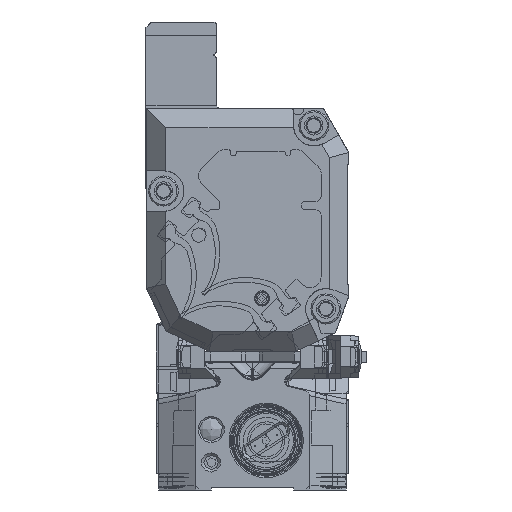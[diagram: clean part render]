
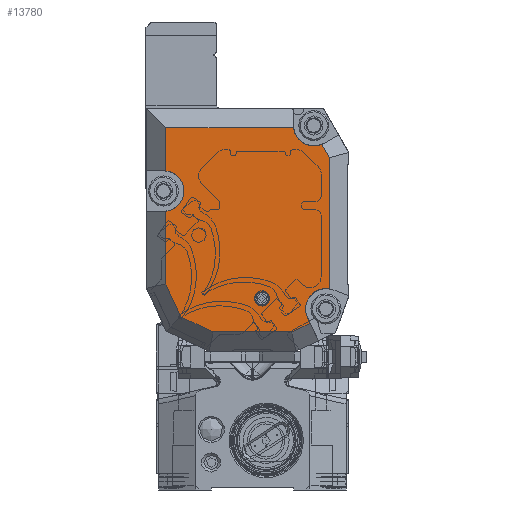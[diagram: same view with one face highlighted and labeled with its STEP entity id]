
A CAD part, front view. The second image highlights one B-rep face of the part: STEP entity #13780.
In plain terms, the highlighted planar face has unit normal (0, -1, 0).
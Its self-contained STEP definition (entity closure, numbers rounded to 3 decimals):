
#8888=FACE_BOUND('',#26222,.T.);
#8889=FACE_BOUND('',#26223,.T.);
#13780=ADVANCED_FACE('',(#8888,#8889),#16379,.F.);
#16379=PLANE('',#102588);
#26222=EDGE_LOOP('',(#53349,#53350,#53351,#53352,#53353,#53354,#53355,#53356,
#53357,#53358,#53359,#53360,#53361));
#26223=EDGE_LOOP('',(#53362));
#53349=ORIENTED_EDGE('',*,*,#76154,.T.);
#53350=ORIENTED_EDGE('',*,*,#76155,.T.);
#53351=ORIENTED_EDGE('',*,*,#76156,.T.);
#53352=ORIENTED_EDGE('',*,*,#76157,.T.);
#53353=ORIENTED_EDGE('',*,*,#76158,.T.);
#53354=ORIENTED_EDGE('',*,*,#76159,.T.);
#53355=ORIENTED_EDGE('',*,*,#76160,.T.);
#53356=ORIENTED_EDGE('',*,*,#76161,.T.);
#53357=ORIENTED_EDGE('',*,*,#76162,.T.);
#53358=ORIENTED_EDGE('',*,*,#76163,.T.);
#53359=ORIENTED_EDGE('',*,*,#76164,.T.);
#53360=ORIENTED_EDGE('',*,*,#76165,.T.);
#53361=ORIENTED_EDGE('',*,*,#76166,.T.);
#53362=ORIENTED_EDGE('',*,*,#76167,.T.);
#62544=VERTEX_POINT('',#176739);
#62545=VERTEX_POINT('',#176740);
#62546=VERTEX_POINT('',#176742);
#62547=VERTEX_POINT('',#176744);
#62548=VERTEX_POINT('',#176746);
#62549=VERTEX_POINT('',#176748);
#62550=VERTEX_POINT('',#176750);
#62551=VERTEX_POINT('',#176752);
#62552=VERTEX_POINT('',#176754);
#62553=VERTEX_POINT('',#176756);
#62554=VERTEX_POINT('',#176758);
#62555=VERTEX_POINT('',#176760);
#62556=VERTEX_POINT('',#176762);
#62557=VERTEX_POINT('',#176765);
#76154=EDGE_CURVE('',#62544,#62545,#94349,.T.);
#76155=EDGE_CURVE('',#62545,#62546,#83934,.T.);
#76156=EDGE_CURVE('',#62546,#62547,#83935,.T.);
#76157=EDGE_CURVE('',#62547,#62548,#94350,.T.);
#76158=EDGE_CURVE('',#62548,#62549,#83936,.T.);
#76159=EDGE_CURVE('',#62549,#62550,#83937,.T.);
#76160=EDGE_CURVE('',#62550,#62551,#94351,.T.);
#76161=EDGE_CURVE('',#62551,#62552,#83938,.T.);
#76162=EDGE_CURVE('',#62552,#62553,#83939,.T.);
#76163=EDGE_CURVE('',#62553,#62554,#83940,.T.);
#76164=EDGE_CURVE('',#62554,#62555,#83941,.T.);
#76165=EDGE_CURVE('',#62555,#62556,#83942,.T.);
#76166=EDGE_CURVE('',#62556,#62544,#83943,.T.);
#76167=EDGE_CURVE('',#62557,#62557,#94352,.T.);
#83934=LINE('',#176741,#91789);
#83935=LINE('',#176743,#91790);
#83936=LINE('',#176747,#91791);
#83937=LINE('',#176749,#91792);
#83938=LINE('',#176753,#91793);
#83939=LINE('',#176755,#91794);
#83940=LINE('',#176757,#91795);
#83941=LINE('',#176759,#91796);
#83942=LINE('',#176761,#91797);
#83943=LINE('',#176763,#91798);
#91789=VECTOR('',#126857,1.);
#91790=VECTOR('',#126858,1.);
#91791=VECTOR('',#126861,1.);
#91792=VECTOR('',#126862,1.);
#91793=VECTOR('',#126865,1.);
#91794=VECTOR('',#126866,1.);
#91795=VECTOR('',#126867,1.);
#91796=VECTOR('',#126868,1.);
#91797=VECTOR('',#126869,1.);
#91798=VECTOR('',#126870,1.);
#94349=CIRCLE('',#102584,3.7);
#94350=CIRCLE('',#102585,3.7);
#94351=CIRCLE('',#102586,3.7);
#94352=CIRCLE('',#102587,1.3);
#102584=AXIS2_PLACEMENT_3D('',#176738,#126855,#126856);
#102585=AXIS2_PLACEMENT_3D('',#176745,#126859,#126860);
#102586=AXIS2_PLACEMENT_3D('',#176751,#126863,#126864);
#102587=AXIS2_PLACEMENT_3D('',#176764,#126871,#126872);
#102588=AXIS2_PLACEMENT_3D('',#176766,#126873,#126874);
#126855=DIRECTION('',(0.,1.,0.));
#126856=DIRECTION('',(-1.,0.,0.));
#126857=DIRECTION('',(0.,0.,1.));
#126858=DIRECTION('',(-0.5,0.,0.866));
#126859=DIRECTION('',(0.,1.,0.));
#126860=DIRECTION('',(-1.,0.,0.));
#126861=DIRECTION('',(-1.,0.,0.));
#126862=DIRECTION('',(0.,0.,-1.));
#126863=DIRECTION('',(0.,1.,0.));
#126864=DIRECTION('',(-1.,0.,0.));
#126865=DIRECTION('',(0.,0.,-1.));
#126866=DIRECTION('',(0.419,0.,-0.908));
#126867=DIRECTION('',(0.905,0.,-0.426));
#126868=DIRECTION('',(1.,0.,0.));
#126869=DIRECTION('',(0.905,0.,0.426));
#126870=DIRECTION('',(-0.426,0.,0.905));
#126871=DIRECTION('',(0.,1.,0.));
#126872=DIRECTION('',(0.,0.,1.));
#126873=DIRECTION('',(0.,1.,0.));
#126874=DIRECTION('',(0.,0.,1.));
#176738=CARTESIAN_POINT('',(32.85,-8.,-52.11));
#176739=CARTESIAN_POINT('',(29.503,-8.,-53.687));
#176740=CARTESIAN_POINT('',(33.5,-8.,-48.468));
#176741=CARTESIAN_POINT('',(33.5,-8.,-46.706));
#176742=CARTESIAN_POINT('',(33.5,-8.,-24.648));
#176743=CARTESIAN_POINT('',(44.864,-8.,-44.331));
#176744=CARTESIAN_POINT('',(32.096,-8.,-22.216));
#176745=CARTESIAN_POINT('',(30.65,-8.,-18.81));
#176746=CARTESIAN_POINT('',(26.972,-8.,-19.21));
#176747=CARTESIAN_POINT('',(40.75,-8.,-19.21));
#176748=CARTESIAN_POINT('',(3.75,-8.,-19.21));
#176749=CARTESIAN_POINT('',(3.75,-8.,-46.706));
#176750=CARTESIAN_POINT('',(3.75,-8.,-27.032));
#176751=CARTESIAN_POINT('',(3.35,-8.,-30.71));
#176752=CARTESIAN_POINT('',(3.75,-8.,-34.388));
#176753=CARTESIAN_POINT('',(3.75,-8.,-46.706));
#176754=CARTESIAN_POINT('',(3.75,-8.,-47.584));
#176755=CARTESIAN_POINT('',(9.912,-8.,-60.937));
#176756=CARTESIAN_POINT('',(6.493,-8.,-53.528));
#176757=CARTESIAN_POINT('',(31.901,-8.,-65.495));
#176758=CARTESIAN_POINT('',(12.378,-8.,-56.3));
#176759=CARTESIAN_POINT('',(40.75,-8.,-56.3));
#176760=CARTESIAN_POINT('',(26.622,-8.,-56.3));
#176761=CARTESIAN_POINT('',(41.883,-8.,-49.112));
#176762=CARTESIAN_POINT('',(29.987,-8.,-54.715));
#176763=CARTESIAN_POINT('',(31.478,-8.,-57.881));
#176764=CARTESIAN_POINT('',(21.25,-8.,-50.21));
#176765=CARTESIAN_POINT('',(21.25,-8.,-48.91));
#176766=CARTESIAN_POINT('',(40.75,-8.,-46.706));
